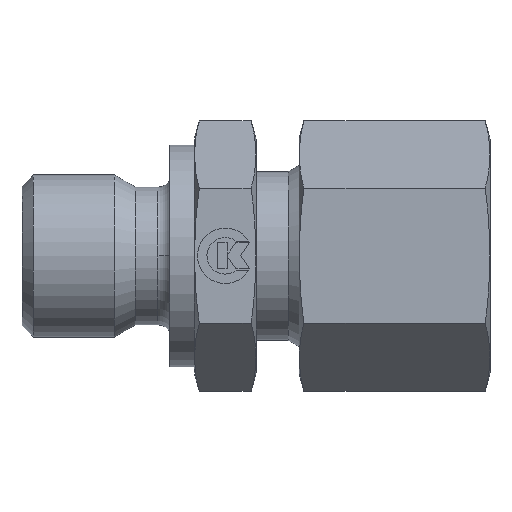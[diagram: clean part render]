
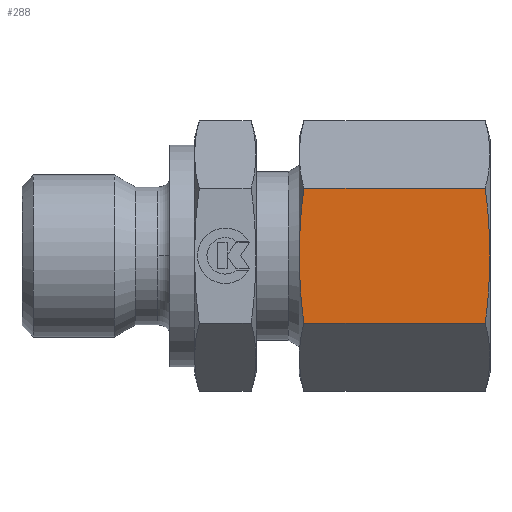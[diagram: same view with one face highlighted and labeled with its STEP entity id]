
A CAD part, top view. The second image highlights one B-rep face of the part: STEP entity #288.
In plain terms, the highlighted planar face has unit normal (0, 0, 1).
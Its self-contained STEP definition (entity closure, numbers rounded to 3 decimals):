
#288 = ADVANCED_FACE( '', ( #558 ), #559, .F. );
#558 = FACE_OUTER_BOUND( '', #852, .T. );
#559 = PLANE( '', #853 );
#852 = EDGE_LOOP( '', ( #1787, #1788, #1789, #1790, #1791, #1792 ) );
#853 = AXIS2_PLACEMENT_3D( '', #1793, #1794, #1795 );
#1787 = ORIENTED_EDGE( '', *, *, #2242, .F. );
#1788 = ORIENTED_EDGE( '', *, *, #2234, .F. );
#1789 = ORIENTED_EDGE( '', *, *, #2243, .F. );
#1790 = ORIENTED_EDGE( '', *, *, #2244, .F. );
#1791 = ORIENTED_EDGE( '', *, *, #2237, .T. );
#1792 = ORIENTED_EDGE( '', *, *, #2245, .F. );
#1793 = CARTESIAN_POINT( '', ( 23., -5.485, 9.5 ) );
#1794 = DIRECTION( '', ( 0., 0., -1. ) );
#1795 = DIRECTION( '', ( 0., -1., 0. ) );
#2234 = EDGE_CURVE( '', #2729, #2731, #2732, .T. );
#2237 = EDGE_CURVE( '', #2737, #2734, #2738, .T. );
#2242 = EDGE_CURVE( '', #2731, #2744, #2745, .T. );
#2243 = EDGE_CURVE( '', #2746, #2729, #2747, .T. );
#2244 = EDGE_CURVE( '', #2737, #2746, #2748, .T. );
#2245 = EDGE_CURVE( '', #2744, #2734, #2749, .T. );
#2729 = VERTEX_POINT( '', #3656 );
#2731 = VERTEX_POINT( '', #3667 );
#2732 = LINE( '', #3668, #3669 );
#2734 = VERTEX_POINT( '', #3680 );
#2737 = VERTEX_POINT( '', #3692 );
#2738 = LINE( '', #3693, #3694 );
#2744 = VERTEX_POINT( '', #3728 );
#2745 = ( B_SPLINE_CURVE( 2, ( #3730, #3731, #3732 ), .UNSPECIFIED., .F., .F. )B_SPLINE_CURVE_WITH_KNOTS( ( 3, 3 ), ( 4.583, 10.711 ), .UNSPECIFIED. )RATIONAL_B_SPLINE_CURVE( ( 1.058, 1.068, 1. ) )BOUNDED_CURVE(  )REPRESENTATION_ITEM( '' )GEOMETRIC_REPRESENTATION_ITEM(  )CURVE(  ) );
#2746 = VERTEX_POINT( '', #3739 );
#2747 = ( B_SPLINE_CURVE( 2, ( #3741, #3742, #3743 ), .UNSPECIFIED., .F., .F. )B_SPLINE_CURVE_WITH_KNOTS( ( 3, 3 ), ( 10.711, 16.838 ), .UNSPECIFIED. )RATIONAL_B_SPLINE_CURVE( ( 1., 1.068, 1.058 ) )BOUNDED_CURVE(  )REPRESENTATION_ITEM( '' )GEOMETRIC_REPRESENTATION_ITEM(  )CURVE(  ) );
#2748 = ( B_SPLINE_CURVE( 2, ( #3751, #3752, #3753 ), .UNSPECIFIED., .F., .F. )B_SPLINE_CURVE_WITH_KNOTS( ( 3, 3 ), ( 4.583, 10.711 ), .UNSPECIFIED. )RATIONAL_B_SPLINE_CURVE( ( 1.058, 1.068, 1. ) )BOUNDED_CURVE(  )REPRESENTATION_ITEM( '' )GEOMETRIC_REPRESENTATION_ITEM(  )CURVE(  ) );
#2749 = ( B_SPLINE_CURVE( 2, ( #3761, #3762, #3763 ), .UNSPECIFIED., .F., .F. )B_SPLINE_CURVE_WITH_KNOTS( ( 3, 3 ), ( 10.711, 16.838 ), .UNSPECIFIED. )RATIONAL_B_SPLINE_CURVE( ( 1., 1.068, 1.058 ) )BOUNDED_CURVE(  )REPRESENTATION_ITEM( '' )GEOMETRIC_REPRESENTATION_ITEM(  )CURVE(  ) );
#3656 = CARTESIAN_POINT( '', ( 22.606, -5.485, 9.5 ) );
#3667 = CARTESIAN_POINT( '', ( 7.894, -5.485, 9.5 ) );
#3668 = CARTESIAN_POINT( '', ( 23., -5.485, 9.5 ) );
#3669 = VECTOR( '', #4325, 1. );
#3680 = CARTESIAN_POINT( '', ( 7.894, 5.485, 9.5 ) );
#3692 = CARTESIAN_POINT( '', ( 22.606, 5.485, 9.5 ) );
#3693 = CARTESIAN_POINT( '', ( 23., 5.485, 9.5 ) );
#3694 = VECTOR( '', #4326, 1. );
#3728 = CARTESIAN_POINT( '', ( 7.5, 0., 9.5 ) );
#3730 = CARTESIAN_POINT( '', ( 7.894, -5.485, 9.5 ) );
#3731 = CARTESIAN_POINT( '', ( 7.5, -2.546, 9.5 ) );
#3732 = CARTESIAN_POINT( '', ( 7.5, 0., 9.5 ) );
#3739 = CARTESIAN_POINT( '', ( 23., 0., 9.5 ) );
#3741 = CARTESIAN_POINT( '', ( 23., 0., 9.5 ) );
#3742 = CARTESIAN_POINT( '', ( 23., -2.546, 9.5 ) );
#3743 = CARTESIAN_POINT( '', ( 22.606, -5.485, 9.5 ) );
#3751 = CARTESIAN_POINT( '', ( 22.606, 5.485, 9.5 ) );
#3752 = CARTESIAN_POINT( '', ( 23., 2.546, 9.5 ) );
#3753 = CARTESIAN_POINT( '', ( 23., 0., 9.5 ) );
#3761 = CARTESIAN_POINT( '', ( 7.5, 0., 9.5 ) );
#3762 = CARTESIAN_POINT( '', ( 7.5, 2.546, 9.5 ) );
#3763 = CARTESIAN_POINT( '', ( 7.894, 5.485, 9.5 ) );
#4325 = DIRECTION( '', ( -1., 0., 0. ) );
#4326 = DIRECTION( '', ( -1., 0., 0. ) );
